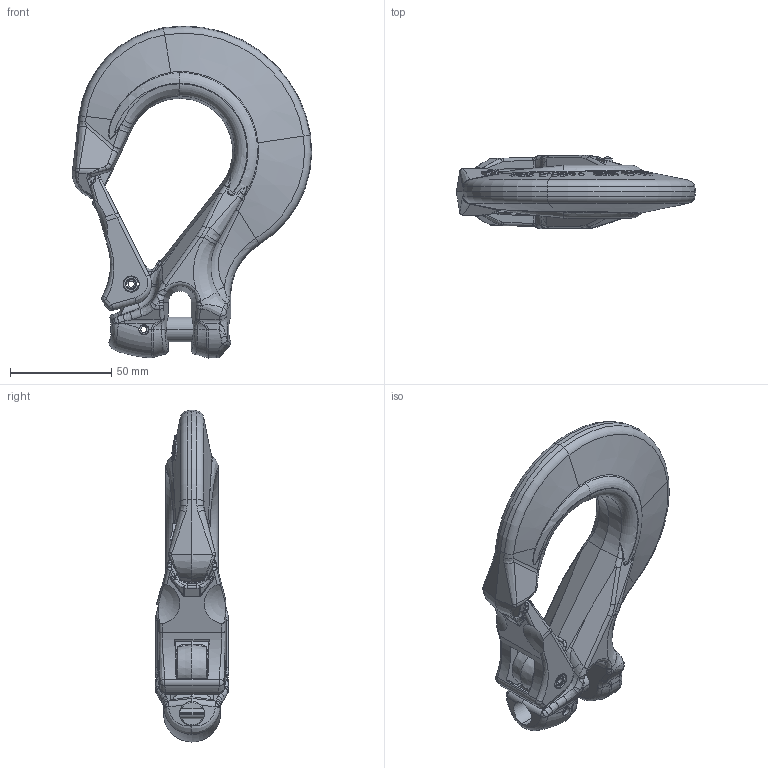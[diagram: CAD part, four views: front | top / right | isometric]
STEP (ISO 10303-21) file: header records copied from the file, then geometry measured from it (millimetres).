
FILE_DESCRIPTION((''),'2;1');
FILE_NAME('3VCGH10','2005-01-18T',('jakubetz'),(''),'PRO/ENGINEER BY PARAMETRIC TECHNOLOGY CORPORATION, 2001400','PRO/ENGINEER BY PARAMETRIC TECHNOLOGY CORPORATION, 2001400','');
FILE_SCHEMA(('CONFIG_CONTROL_DESIGN'));
Length unit declared in the file: millimetre
Products named in the file (1): 3VCGH10
Bounding box: 117.98 x 36.08 x 163.6 mm (x, y, z)
Volume: 18763.4 mm3; surface area: 45418.8 mm2
Topology: 6 solids, 7 shells, 1119 faces, 2871 edges, 1778 vertices
Faces by surface type: plane 569, bspline 248, cylinder 171, cone 75, torus 44, sphere 12
Entity records: 50489 total; most frequent: CARTESIAN_POINT 27502, ORIENTED_EDGE 5724, DIRECTION 3279, EDGE_CURVE 2869, VERTEX_POINT 1778, B_SPLINE_CURVE_WITH_KNOTS 1651, AXIS2_PLACEMENT_3D 1189, EDGE_LOOP 1156
